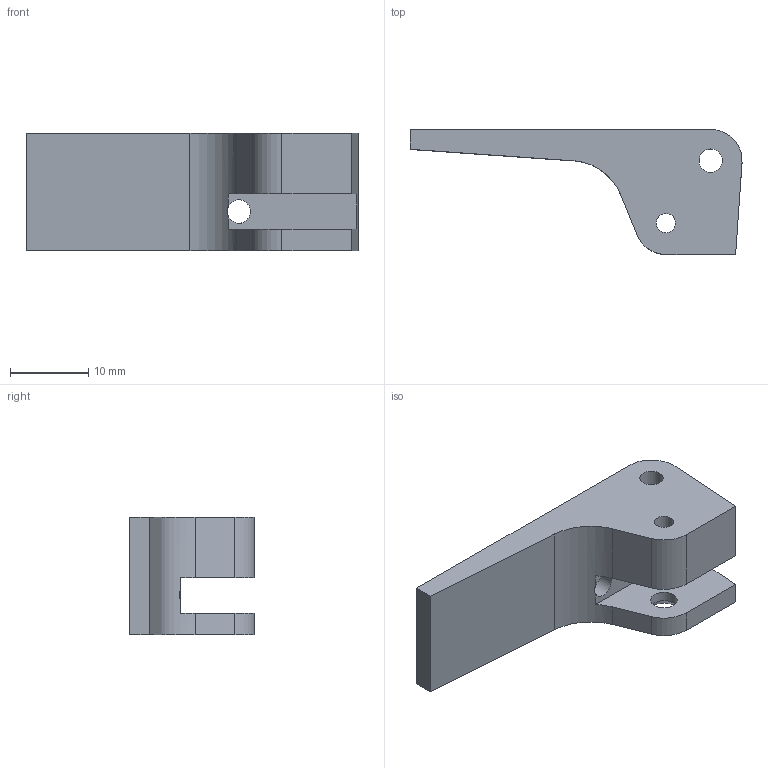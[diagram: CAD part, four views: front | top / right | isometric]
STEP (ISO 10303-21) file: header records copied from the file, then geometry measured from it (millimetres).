
FILE_DESCRIPTION(/* description */ ('PALANCA EXTRUDER'),/* implementation_level */ '2;1');
FILE_NAME(/* name */ 'C04H030009-extruder-lever.stp',/* time_stamp */ '2014-12-22T14:46:21+01:00',/* author */ ('MARCHA TECHNOLOGY'),/* organization */ ('MARCHA TECHNOLOGY'),/* preprocessor_version */ 'ST-DEVELOPER v15.6',/* originating_system */ 'Autodesk Inventor 2015',/* authorisation */ '');
FILE_SCHEMA (('CONFIG_CONTROL_DESIGN'));
Length unit declared in the file: millimetre
Products named in the file (1): C04H030009-extruder-lever
Bounding box: 42.49 x 16 x 15 mm (x, y, z)
Volume: 4084.3 mm3; surface area: 2686.7 mm2
Topology: 1 solids, 1 shells, 23 faces, 66 edges, 44 vertices
Faces by surface type: plane 13, cylinder 8, cone 2
Full cylindrical faces by diameter (mm): 2.459 x1, 3 x2, 3.4 x1
Entity records: 750 total; most frequent: CARTESIAN_POINT 131, DIRECTION 124, ORIENTED_EDGE 114, EDGE_CURVE 57, AXIS2_PLACEMENT_3D 44, VERTEX_POINT 41, LINE 36, VECTOR 36
